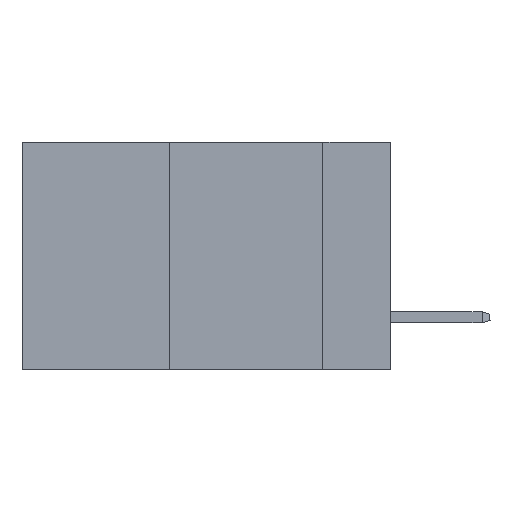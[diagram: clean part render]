
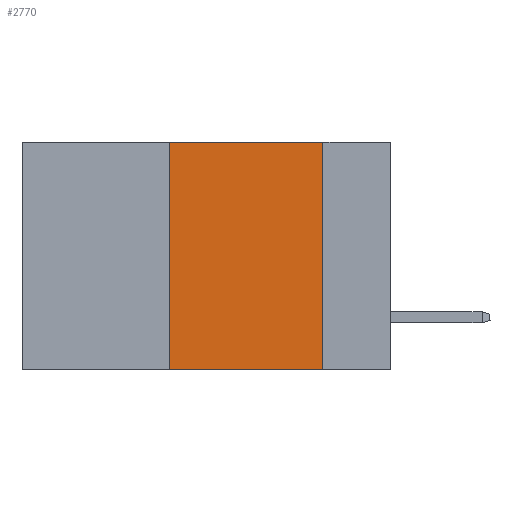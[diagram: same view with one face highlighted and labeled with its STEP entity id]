
A CAD part, left-side view. The second image highlights one B-rep face of the part: STEP entity #2770.
In plain terms, the highlighted planar face has unit normal (-1, 0, 0).
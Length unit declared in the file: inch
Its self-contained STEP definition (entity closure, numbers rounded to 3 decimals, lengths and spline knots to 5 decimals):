
#491 = LINE ( 'NONE', #19987, #786 ) ;
#500 = ORIENTED_EDGE ( 'NONE', *, *, #22344, .F. ) ;
#608 = LINE ( 'NONE', #5713, #10443 ) ;
#635 = DIRECTION ( 'NONE',  ( 0., -1., 0. ) ) ;
#786 = VECTOR ( 'NONE', #18440, 39.37008 ) ;
#1260 = DIRECTION ( 'NONE',  ( 0., 0., -1. ) ) ;
#1333 = CARTESIAN_POINT ( 'NONE',  ( 0., 0.36, -0.37 ) ) ;
#2770 = ADVANCED_FACE ( 'NONE', ( #6385 ), #8332, .F. ) ;
#3442 = VECTOR ( 'NONE', #635, 39.37008 ) ;
#4037 = CARTESIAN_POINT ( 'NONE',  ( 0., 0.11, 0. ) ) ;
#4984 = ORIENTED_EDGE ( 'NONE', *, *, #22883, .F. ) ;
#5713 = CARTESIAN_POINT ( 'NONE',  ( 0., 0.36, 0. ) ) ;
#5940 = EDGE_CURVE ( 'NONE', #14387, #15189, #7652, .T. ) ;
#6385 = FACE_OUTER_BOUND ( 'NONE', #13038, .T. ) ;
#7652 = LINE ( 'NONE', #11678, #3442 ) ;
#8167 = DIRECTION ( 'NONE',  ( 1., 0., 0. ) ) ;
#8332 = PLANE ( 'NONE',  #18334 ) ;
#9378 = CARTESIAN_POINT ( 'NONE',  ( 0., 0.11, 0. ) ) ;
#9727 = CARTESIAN_POINT ( 'NONE',  ( 0., 0.36, 0. ) ) ;
#10443 = VECTOR ( 'NONE', #21793, 39.37008 ) ;
#11678 = CARTESIAN_POINT ( 'NONE',  ( 0., 0.6, -0.37 ) ) ;
#13038 = EDGE_LOOP ( 'NONE', ( #4984, #18264, #500, #21062 ) ) ;
#13191 = VECTOR ( 'NONE', #16332, 39.37008 ) ;
#13340 = VERTEX_POINT ( 'NONE', #9378 ) ;
#13627 = CARTESIAN_POINT ( 'NONE',  ( 0., 0.6, 0. ) ) ;
#14387 = VERTEX_POINT ( 'NONE', #1333 ) ;
#15189 = VERTEX_POINT ( 'NONE', #20324 ) ;
#16332 = DIRECTION ( 'NONE',  ( 0., 0., -1. ) ) ;
#16944 = EDGE_CURVE ( 'NONE', #18505, #13340, #491, .T. ) ;
#18264 = ORIENTED_EDGE ( 'NONE', *, *, #16944, .F. ) ;
#18334 = AXIS2_PLACEMENT_3D ( 'NONE', #13627, #8167, #1260 ) ;
#18440 = DIRECTION ( 'NONE',  ( 0., -1., 0. ) ) ;
#18505 = VERTEX_POINT ( 'NONE', #9727 ) ;
#18512 = LINE ( 'NONE', #4037, #13191 ) ;
#19987 = CARTESIAN_POINT ( 'NONE',  ( 0., 0.6, 0. ) ) ;
#20324 = CARTESIAN_POINT ( 'NONE',  ( 0., 0.11, -0.37 ) ) ;
#21062 = ORIENTED_EDGE ( 'NONE', *, *, #5940, .T. ) ;
#21793 = DIRECTION ( 'NONE',  ( 0., 0., 1. ) ) ;
#22344 = EDGE_CURVE ( 'NONE', #14387, #18505, #608, .T. ) ;
#22883 = EDGE_CURVE ( 'NONE', #13340, #15189, #18512, .T. ) ;
